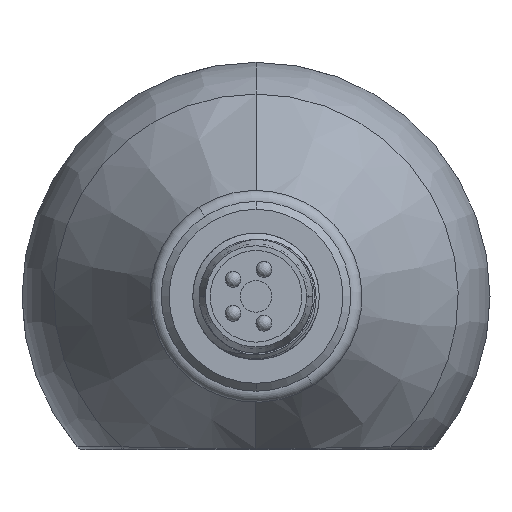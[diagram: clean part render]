
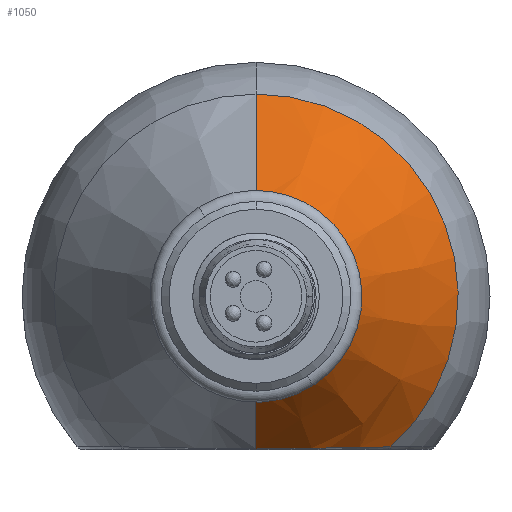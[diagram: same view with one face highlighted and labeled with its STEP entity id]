
A CAD part, front view. The second image highlights one B-rep face of the part: STEP entity #1050.
In plain terms, the highlighted conical face has half-angle 30 degrees and reference radius 14.8 mm.
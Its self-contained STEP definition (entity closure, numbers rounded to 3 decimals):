
#57 = AXIS2_PLACEMENT_3D ( 'NONE', #1635, #986, #9265 ) ;
#181 = CARTESIAN_POINT ( 'NONE',  ( 0., -122., 0. ) ) ;
#431 = CARTESIAN_POINT ( 'NONE',  ( 0., -106.758, 14.8 ) ) ;
#657 = CARTESIAN_POINT ( 'NONE',  ( 8.539, -110.239, -9.522 ) ) ;
#683 = FACE_OUTER_BOUND ( 'NONE', #2065, .T. ) ;
#706 = CARTESIAN_POINT ( 'NONE',  ( 4.687, -113.906, -9.589 ) ) ;
#759 = CARTESIAN_POINT ( 'NONE',  ( 0.43, -115.696, -9.633 ) ) ;
#803 = CARTESIAN_POINT ( 'NONE',  ( 3.828, -114.49, -9.602 ) ) ;
#806 = EDGE_CURVE ( 'NONE', #2348, #8197, #8538, .T. ) ;
#851 = CARTESIAN_POINT ( 'NONE',  ( 0.215, -115.707, -9.633 ) ) ;
#986 = DIRECTION ( 'NONE',  ( 0., -1., 0. ) ) ;
#1050 = ADVANCED_FACE ( 'NONE', ( #683 ), #4782, .T. ) ;
#1264 = VECTOR ( 'NONE', #7213, 1000. ) ;
#1398 = CARTESIAN_POINT ( 'NONE',  ( 4.438, -114.086, -9.593 ) ) ;
#1409 = DIRECTION ( 'NONE',  ( 0., 0.866, -0.5 ) ) ;
#1452 = CARTESIAN_POINT ( 'NONE',  ( 0., -110.239, 12.79 ) ) ;
#1635 = CARTESIAN_POINT ( 'NONE',  ( 0., -110.239, 0. ) ) ;
#2052 = ORIENTED_EDGE ( 'NONE', *, *, #806, .T. ) ;
#2065 = EDGE_LOOP ( 'NONE', ( #3887, #2824, #8393, #2052, #7592 ) ) ;
#2150 = CARTESIAN_POINT ( 'NONE',  ( 1.181, -115.588, -9.63 ) ) ;
#2341 = CARTESIAN_POINT ( 'NONE',  ( 4.297, -114.183, -9.595 ) ) ;
#2348 = VERTEX_POINT ( 'NONE', #7417 ) ;
#2662 = EDGE_CURVE ( 'NONE', #6820, #3317, #8567, .T. ) ;
#2722 = EDGE_CURVE ( 'NONE', #6201, #2348, #6512, .T. ) ;
#2752 = LINE ( 'NONE', #431, #1264 ) ;
#2824 = ORIENTED_EDGE ( 'NONE', *, *, #5531, .T. ) ;
#2882 = CARTESIAN_POINT ( 'NONE',  ( 2.505, -115.176, -9.619 ) ) ;
#2983 = CARTESIAN_POINT ( 'NONE',  ( 4.758, -113.853, -9.588 ) ) ;
#3192 = DIRECTION ( 'NONE',  ( 0., -1., 0. ) ) ;
#3317 = VERTEX_POINT ( 'NONE', #7836 ) ;
#3643 = CARTESIAN_POINT ( 'NONE',  ( 0., -106.758, -14.8 ) ) ;
#3779 = CARTESIAN_POINT ( 'NONE',  ( 4.746, -113.862, -9.588 ) ) ;
#3879 = CARTESIAN_POINT ( 'NONE',  ( 2.44, -115.203, -9.62 ) ) ;
#3887 = ORIENTED_EDGE ( 'NONE', *, *, #2662, .F. ) ;
#4409 = CARTESIAN_POINT ( 'NONE',  ( 0.912, -115.638, -9.631 ) ) ;
#4782 = CONICAL_SURFACE ( 'NONE', #9502, 14.8, 0.524 ) ;
#5138 = CARTESIAN_POINT ( 'NONE',  ( 1.263, -115.571, -9.629 ) ) ;
#5151 = LINE ( 'NONE', #3643, #5153 ) ;
#5153 = VECTOR ( 'NONE', #1409, 1000. ) ;
#5232 = CARTESIAN_POINT ( 'NONE',  ( 0.751, -115.66, -9.632 ) ) ;
#5284 = CARTESIAN_POINT ( 'NONE',  ( 7.208, -111.749, -9.545 ) ) ;
#5531 = EDGE_CURVE ( 'NONE', #6820, #6201, #5151, .T. ) ;
#5874 = CARTESIAN_POINT ( 'NONE',  ( 1.1, -115.604, -9.63 ) ) ;
#5951 = CARTESIAN_POINT ( 'NONE',  ( 0., -122., -6. ) ) ;
#5968 = CARTESIAN_POINT ( 'NONE',  ( 4.604, -113.967, -9.59 ) ) ;
#6068 = CARTESIAN_POINT ( 'NONE',  ( 1.702, -115.464, -9.626 ) ) ;
#6201 = VERTEX_POINT ( 'NONE', #6250 ) ;
#6250 = CARTESIAN_POINT ( 'NONE',  ( 0., -115.707, -9.633 ) ) ;
#6512 = B_SPLINE_CURVE_WITH_KNOTS ( 'NONE', 3,
 ( #7536, #851, #759, #5232, #4409, #5874, #2150, #7489, #5138, #9020, #6068, #9629, #8225, #6746, #3879, #6794, #2882, #8127, #9725, #6699, #803, #9071, #2341, #1398, #5968, #706, #6647, #3779, #2983, #7389, #9674, #5284, #657 ),
 .UNSPECIFIED., .F., .F.,
 ( 4, 2, 1, 1, 2, 2, 2, 1, 1, 1, 2, 2, 2, 2, 1, 1, 1, 1, 2, 2, 4 ),
 ( 0., 0.062, 0.094, 0.109, 0.117, 0.125, 0.187, 0.219, 0.234, 0.242, 0.246, 0.25, 0.375, 0.437, 0.469, 0.484, 0.492, 0.496, 0.498, 0.5, 1. ),
 .UNSPECIFIED. ) ;
#6647 = CARTESIAN_POINT ( 'NONE',  ( 4.729, -113.875, -9.588 ) ) ;
#6699 = CARTESIAN_POINT ( 'NONE',  ( 3.27, -114.821, -9.61 ) ) ;
#6746 = CARTESIAN_POINT ( 'NONE',  ( 2.349, -115.24, -9.621 ) ) ;
#6794 = CARTESIAN_POINT ( 'NONE',  ( 2.479, -115.187, -9.619 ) ) ;
#6820 = VERTEX_POINT ( 'NONE', #5951 ) ;
#7213 = DIRECTION ( 'NONE',  ( 0., 0.866, 0.5 ) ) ;
#7389 = CARTESIAN_POINT ( 'NONE',  ( 4.766, -113.848, -9.588 ) ) ;
#7417 = CARTESIAN_POINT ( 'NONE',  ( 8.539, -110.239, -9.522 ) ) ;
#7468 = DIRECTION ( 'NONE',  ( 0., 0., 1. ) ) ;
#7489 = CARTESIAN_POINT ( 'NONE',  ( 1.235, -115.577, -9.629 ) ) ;
#7536 = CARTESIAN_POINT ( 'NONE',  ( 0., -115.707, -9.633 ) ) ;
#7592 = ORIENTED_EDGE ( 'NONE', *, *, #9006, .F. ) ;
#7836 = CARTESIAN_POINT ( 'NONE',  ( 0., -122., 6. ) ) ;
#8107 = DIRECTION ( 'NONE',  ( 0., 1., 0. ) ) ;
#8127 = CARTESIAN_POINT ( 'NONE',  ( 2.519, -115.17, -9.619 ) ) ;
#8197 = VERTEX_POINT ( 'NONE', #1452 ) ;
#8225 = CARTESIAN_POINT ( 'NONE',  ( 2.167, -115.31, -9.622 ) ) ;
#8338 = DIRECTION ( 'NONE',  ( 0., 0., 1. ) ) ;
#8393 = ORIENTED_EDGE ( 'NONE', *, *, #2722, .T. ) ;
#8538 = CIRCLE ( 'NONE', #57, 12.79 ) ;
#8567 = CIRCLE ( 'NONE', #9679, 6. ) ;
#9006 = EDGE_CURVE ( 'NONE', #3317, #8197, #2752, .T. ) ;
#9020 = CARTESIAN_POINT ( 'NONE',  ( 1.496, -115.52, -9.628 ) ) ;
#9071 = CARTESIAN_POINT ( 'NONE',  ( 4.015, -114.372, -9.599 ) ) ;
#9265 = DIRECTION ( 'NONE',  ( 0., 0., 1. ) ) ;
#9502 = AXIS2_PLACEMENT_3D ( 'NONE', #9701, #8107, #7468 ) ;
#9629 = CARTESIAN_POINT ( 'NONE',  ( 2.012, -115.364, -9.624 ) ) ;
#9674 = CARTESIAN_POINT ( 'NONE',  ( 5.967, -112.951, -9.568 ) ) ;
#9679 = AXIS2_PLACEMENT_3D ( 'NONE', #181, #3192, #8338 ) ;
#9701 = CARTESIAN_POINT ( 'NONE',  ( 0., -106.758, 0. ) ) ;
#9725 = CARTESIAN_POINT ( 'NONE',  ( 2.9, -115.009, -9.615 ) ) ;
